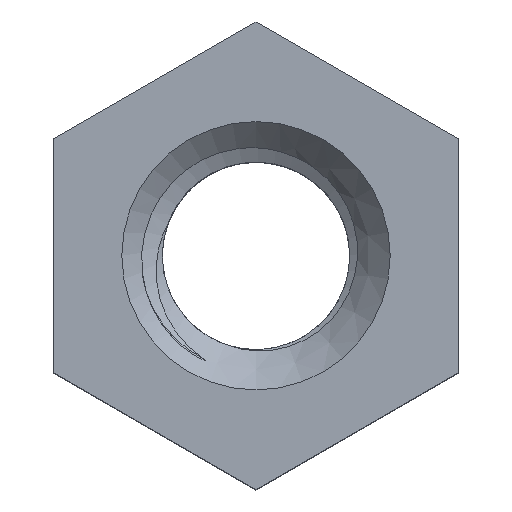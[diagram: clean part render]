
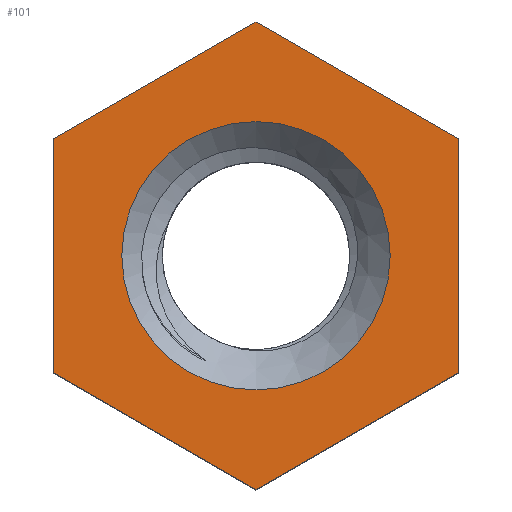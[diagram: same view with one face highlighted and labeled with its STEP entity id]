
A CAD part, top view. The second image highlights one B-rep face of the part: STEP entity #101.
In plain terms, the highlighted planar face has unit normal (0, 0, 1).
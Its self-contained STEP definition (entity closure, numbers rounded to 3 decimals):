
#101=ADVANCED_FACE('',(#3647,#3649),#3651,.T.);
#3647=FACE_BOUND('',#3648,.T.);
#3648=EDGE_LOOP('',(#4271,#4272,#4273,#4274,#4275,#4276));
#3649=FACE_BOUND('',#3650,.T.);
#3650=EDGE_LOOP('',(#4277));
#3651=PLANE('',#3652);
#3652=AXIS2_PLACEMENT_3D('',#3653,#3654,#3655);
#3653=CARTESIAN_POINT('',(0.,0.,5.));
#3654=DIRECTION('',(0.,0.,1.));
#3655=DIRECTION('',(-1.,0.,0.));
#4271=ORIENTED_EDGE('',*,*,#4347,.T.);
#4272=ORIENTED_EDGE('',*,*,#4348,.T.);
#4273=ORIENTED_EDGE('',*,*,#4349,.T.);
#4274=ORIENTED_EDGE('',*,*,#4350,.T.);
#4275=ORIENTED_EDGE('',*,*,#4351,.T.);
#4276=ORIENTED_EDGE('',*,*,#4352,.T.);
#4277=ORIENTED_EDGE('',*,*,#4325,.T.);
#4325=EDGE_CURVE('',#4368,#4368,#4369,.F.);
#4347=EDGE_CURVE('',#4408,#4409,#4410,.T.);
#4348=EDGE_CURVE('',#4409,#4411,#4412,.T.);
#4349=EDGE_CURVE('',#4411,#4413,#4414,.T.);
#4350=EDGE_CURVE('',#4413,#4415,#4416,.T.);
#4351=EDGE_CURVE('',#4415,#4417,#4418,.T.);
#4352=EDGE_CURVE('',#4417,#4408,#4419,.T.);
#4368=VERTEX_POINT('',#4441);
#4369=CIRCLE('',#4442,2.32);
#4408=VERTEX_POINT('',#5906);
#4409=VERTEX_POINT('',#5907);
#4410=LINE('',#5908,#5909);
#4411=VERTEX_POINT('',#5911);
#4412=LINE('',#5912,#5913);
#4413=VERTEX_POINT('',#5915);
#4414=LINE('',#5916,#5917);
#4415=VERTEX_POINT('',#5919);
#4416=LINE('',#5920,#5921);
#4417=VERTEX_POINT('',#5923);
#4418=LINE('',#5924,#5925);
#4419=LINE('',#5927,#5928);
#4441=CARTESIAN_POINT('',(0.,2.32,5.));
#4442=AXIS2_PLACEMENT_3D('',#4443,#4444,#4445);
#4443=CARTESIAN_POINT('',(0.,0.,5.));
#4444=DIRECTION('',(0.,0.,1.));
#4445=DIRECTION('',(0.,1.,-0.));
#5906=CARTESIAN_POINT('',(0.,-4.041,5.));
#5907=CARTESIAN_POINT('',(3.5,-2.021,5.));
#5908=CARTESIAN_POINT('',(0.,-4.041,5.));
#5909=VECTOR('',#5910,1.);
#5910=DIRECTION('',(0.866,0.5,0.));
#5911=CARTESIAN_POINT('',(3.5,2.021,5.));
#5912=CARTESIAN_POINT('',(3.5,-2.021,5.));
#5913=VECTOR('',#5914,1.);
#5914=DIRECTION('',(0.,1.,0.));
#5915=CARTESIAN_POINT('',(0.,4.041,5.));
#5916=CARTESIAN_POINT('',(3.5,2.021,5.));
#5917=VECTOR('',#5918,1.);
#5918=DIRECTION('',(-0.866,0.5,0.));
#5919=CARTESIAN_POINT('',(-3.5,2.021,5.));
#5920=CARTESIAN_POINT('',(0.,4.041,5.));
#5921=VECTOR('',#5922,1.);
#5922=DIRECTION('',(-0.866,-0.5,0.));
#5923=CARTESIAN_POINT('',(-3.5,-2.021,5.));
#5924=CARTESIAN_POINT('',(-3.5,2.021,5.));
#5925=VECTOR('',#5926,1.);
#5926=DIRECTION('',(0.,-1.,0.));
#5927=CARTESIAN_POINT('',(-3.5,-2.021,5.));
#5928=VECTOR('',#5929,1.);
#5929=DIRECTION('',(0.866,-0.5,0.));
